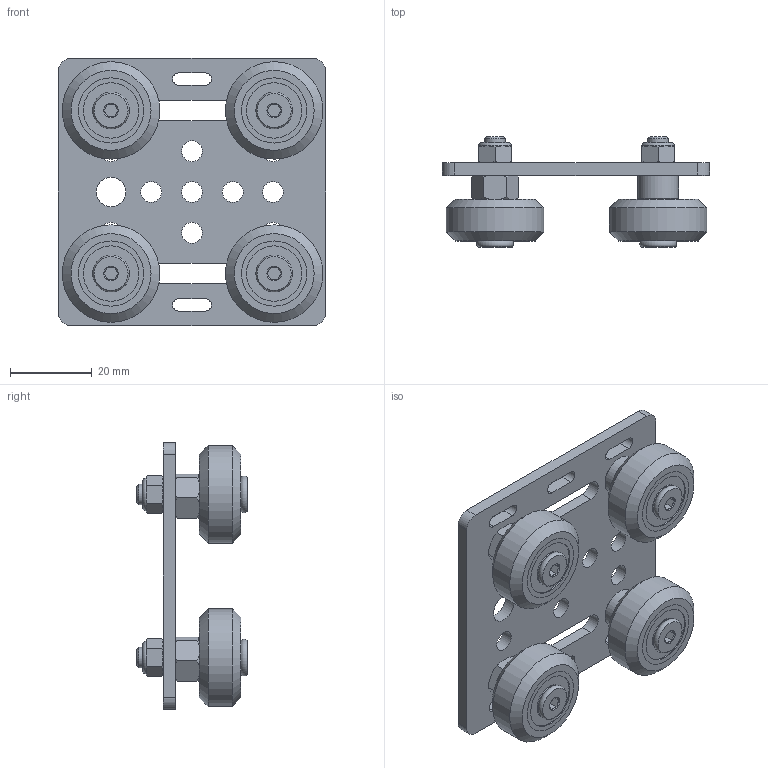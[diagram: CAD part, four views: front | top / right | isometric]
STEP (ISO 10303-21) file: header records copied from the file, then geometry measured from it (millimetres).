
FILE_DESCRIPTION(/* description */ (''),/* implementation_level */ '2;1');
FILE_NAME(/* name */ 'V-Slot Gantry Kit - 20mm.step',/* time_stamp */ '2019-10-15T08:51:59-05:00',/* author */ (''),/* organization */ (''),/* preprocessor_version */ 'ST-DEVELOPER v18',/* originating_system */ 'Autodesk Translation Framework v8.6.0.1094',/* authorisation */ '');
FILE_SCHEMA (('AUTOMOTIVE_DESIGN { 1 0 10303 214 3 1 1 }'));
Length unit declared in the file: millimetre
Products named in the file (9): V-Slot Gantry Kit - 20mm; V-Slot Gantry Plate 20mm; Eccentric Spacer 6mm v1; Low Profile Screw M5 v1; Nylon Insert Lock Nut M5; Aluminum Spacer 6mm; Precision Shim 8 x 5 x 1; Ball Bearing 5 x 16 x 5; Xtreme Solid V Wheel
Assembly tree (29 placements, depth 2):
  V-Slot Gantry Kit - 20mm
    V-Slot Gantry Plate 20mm
    Low Profile Screw M5 v1  x4
    Nylon Insert Lock Nut M5  x4
    Aluminum Spacer 6mm  x2
    Eccentric Spacer 6mm v1  x2
    Ball Bearing 5 x 16 x 5  x8
    Precision Shim 8 x 5 x 1  x4
    Xtreme Solid V Wheel  x4
Bounding box: 65.5 x 27 x 65.5 mm (x, y, z)
Volume: 31048.9 mm3; surface area: 27498.4 mm2
Topology: 29 solids, 29 shells, 431 faces, 1075 edges, 760 vertices
Faces by surface type: plane 196, cylinder 131, cone 96, torus 8
Full cylindrical faces by diameter (mm): 4.25 x4, 5 x22, 5.1 x14, 5.3 x4, 7.11 x2, 7.2 x3, 8 x4, 8.6 x16, 10 x2, 13.6 x16, 14 x4, 16 x16, 23.9 x4
Entity records: 5469 total; most frequent: CARTESIAN_POINT 997, DIRECTION 941, ORIENTED_EDGE 824, EDGE_CURVE 412, AXIS2_PLACEMENT_3D 391, VERTEX_POINT 285, EDGE_LOOP 223, CIRCLE 199
